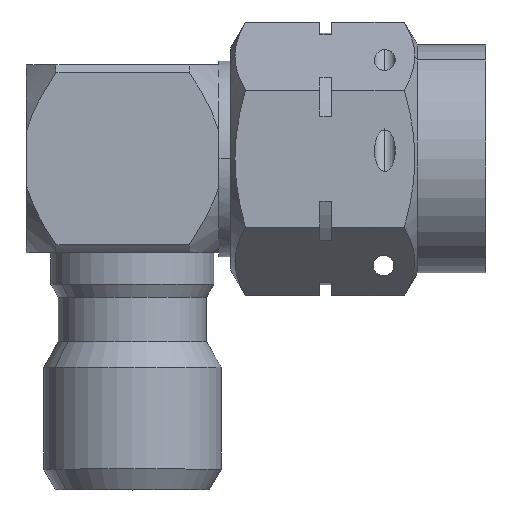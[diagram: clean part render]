
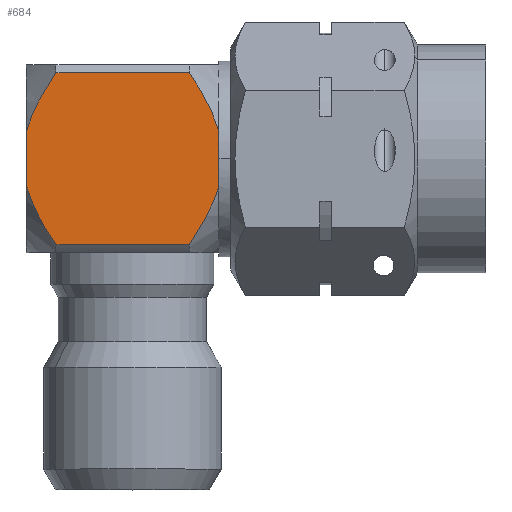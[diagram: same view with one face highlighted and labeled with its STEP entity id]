
A CAD part, top view. The second image highlights one B-rep face of the part: STEP entity #684.
In plain terms, the highlighted face is planar.
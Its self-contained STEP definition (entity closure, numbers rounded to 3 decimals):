
#93 = CARTESIAN_POINT ( 'NONE',  ( 3.17, 0.917, 0. ) ) ;
#291 = CARTESIAN_POINT ( 'NONE',  ( 3.17, 2.28, -0.594 ) ) ;
#304 = VERTEX_POINT ( 'NONE', #1031 ) ;
#329 = DIRECTION ( 'NONE',  ( 0., 0., 1. ) ) ;
#402 = CARTESIAN_POINT ( 'NONE',  ( 3.17, 3.17, -6.5 ) ) ;
#403 = EDGE_CURVE ( 'NONE', #304, #3777, #5002, .T. ) ;
#589 = CARTESIAN_POINT ( 'NONE',  ( 3.17, 2.905, -5.5 ) ) ;
#672 = CARTESIAN_POINT ( 'NONE',  ( 3.17, -1.097, -0.05 ) ) ;
#684 = ADVANCED_FACE ( 'NONE', ( #2540 ), #1691, .T. ) ;
#685 = CARTESIAN_POINT ( 'NONE',  ( 3.17, -2.598, -0.792 ) ) ;
#700 = ORIENTED_EDGE ( 'NONE', *, *, #5494, .T. ) ;
#834 = VECTOR ( 'NONE', #2304, 1000. ) ;
#838 = LINE ( 'NONE', #4101, #1849 ) ;
#840 = CARTESIAN_POINT ( 'NONE',  ( 3.17, -2.28, -5.906 ) ) ;
#1008 = CARTESIAN_POINT ( 'NONE',  ( 3.17, 1.622, -6.243 ) ) ;
#1031 = CARTESIAN_POINT ( 'NONE',  ( 3.17, -0.917, -6.5 ) ) ;
#1084 = VERTEX_POINT ( 'NONE', #2987 ) ;
#1110 = CARTESIAN_POINT ( 'NONE',  ( 3.17, -2.905, -1. ) ) ;
#1128 = AXIS2_PLACEMENT_3D ( 'NONE', #402, #3545, #2151 ) ;
#1160 = CARTESIAN_POINT ( 'NONE',  ( 3.17, 1.619, -0.248 ) ) ;
#1273 = ORIENTED_EDGE ( 'NONE', *, *, #2961, .T. ) ;
#1275 = EDGE_LOOP ( 'NONE', ( #5434, #1422, #4547, #1507, #700, #1273, #4053, #1309 ) ) ;
#1309 = ORIENTED_EDGE ( 'NONE', *, *, #3327, .T. ) ;
#1335 = B_SPLINE_CURVE_WITH_KNOTS ( 'NONE', 3,
 ( #3889, #3874, #840, #2208, #5192, #2613 ),
 .UNSPECIFIED., .F., .F.,
 ( 4, 2, 4 ),
 ( 0.005, 0.006, 0.008 ),
 .UNSPECIFIED. ) ;
#1422 = ORIENTED_EDGE ( 'NONE', *, *, #4678, .T. ) ;
#1481 = B_SPLINE_CURVE_WITH_KNOTS ( 'NONE', 3,
 ( #1528, #2490, #291, #1160, #1576, #2432 ),
 .UNSPECIFIED., .F., .F.,
 ( 4, 2, 4 ),
 ( 0.005, 0.006, 0.008 ),
 .UNSPECIFIED. ) ;
#1500 = VECTOR ( 'NONE', #4956, 1000. ) ;
#1507 = ORIENTED_EDGE ( 'NONE', *, *, #403, .T. ) ;
#1528 = CARTESIAN_POINT ( 'NONE',  ( 3.17, 2.905, -1. ) ) ;
#1544 = B_SPLINE_CURVE_WITH_KNOTS ( 'NONE', 3,
 ( #4896, #3163, #3949, #1008, #2724, #2705, #1877, #589 ),
 .UNSPECIFIED., .F., .F.,
 ( 4, 2, 2, 4 ),
 ( 0.009, 0.01, 0.011, 0.012 ),
 .UNSPECIFIED. ) ;
#1576 = CARTESIAN_POINT ( 'NONE',  ( 3.17, 1.278, -0.1 ) ) ;
#1580 = EDGE_CURVE ( 'NONE', #3454, #2714, #3102, .T. ) ;
#1691 = PLANE ( 'NONE',  #1128 ) ;
#1766 = CARTESIAN_POINT ( 'NONE',  ( 3.17, 3.3, 0. ) ) ;
#1849 = VECTOR ( 'NONE', #329, 1000. ) ;
#1877 = CARTESIAN_POINT ( 'NONE',  ( 3.17, 2.598, -5.708 ) ) ;
#1978 = CARTESIAN_POINT ( 'NONE',  ( 3.17, -2.283, -0.597 ) ) ;
#1995 = CARTESIAN_POINT ( 'NONE',  ( 3.17, -2.905, -3.58 ) ) ;
#2012 = EDGE_CURVE ( 'NONE', #1084, #304, #1335, .T. ) ;
#2151 = DIRECTION ( 'NONE',  ( 0., 0., -1. ) ) ;
#2154 = VERTEX_POINT ( 'NONE', #3221 ) ;
#2208 = CARTESIAN_POINT ( 'NONE',  ( 3.17, -1.619, -6.252 ) ) ;
#2304 = DIRECTION ( 'NONE',  ( 0., -1., 0. ) ) ;
#2432 = CARTESIAN_POINT ( 'NONE',  ( 3.17, 0.917, 0. ) ) ;
#2490 = CARTESIAN_POINT ( 'NONE',  ( 3.17, 2.597, -0.792 ) ) ;
#2540 = FACE_OUTER_BOUND ( 'NONE', #1275, .T. ) ;
#2613 = CARTESIAN_POINT ( 'NONE',  ( 3.17, -0.917, -6.5 ) ) ;
#2705 = CARTESIAN_POINT ( 'NONE',  ( 3.17, 2.283, -5.903 ) ) ;
#2714 = VERTEX_POINT ( 'NONE', #3527 ) ;
#2724 = CARTESIAN_POINT ( 'NONE',  ( 3.17, 1.79, -6.162 ) ) ;
#2733 = VERTEX_POINT ( 'NONE', #93 ) ;
#2742 = LINE ( 'NONE', #1766, #834 ) ;
#2961 = EDGE_CURVE ( 'NONE', #2154, #4631, #838, .T. ) ;
#2987 = CARTESIAN_POINT ( 'NONE',  ( 3.17, -2.905, -5.5 ) ) ;
#3102 = B_SPLINE_CURVE_WITH_KNOTS ( 'NONE', 3,
 ( #5364, #672, #4976, #3689, #3275, #1978, #685, #1110 ),
 .UNSPECIFIED., .F., .F.,
 ( 4, 2, 2, 4 ),
 ( 0.009, 0.01, 0.011, 0.012 ),
 .UNSPECIFIED. ) ;
#3163 = CARTESIAN_POINT ( 'NONE',  ( 3.17, 1.097, -6.45 ) ) ;
#3221 = CARTESIAN_POINT ( 'NONE',  ( 3.17, 2.905, -5.5 ) ) ;
#3224 = CARTESIAN_POINT ( 'NONE',  ( 3.17, -0.917, 0. ) ) ;
#3275 = CARTESIAN_POINT ( 'NONE',  ( 3.17, -1.79, -0.338 ) ) ;
#3327 = EDGE_CURVE ( 'NONE', #2733, #3454, #2742, .T. ) ;
#3454 = VERTEX_POINT ( 'NONE', #3224 ) ;
#3459 = LINE ( 'NONE', #1995, #1500 ) ;
#3527 = CARTESIAN_POINT ( 'NONE',  ( 3.17, -2.905, -1. ) ) ;
#3545 = DIRECTION ( 'NONE',  ( 1., 0., 0. ) ) ;
#3689 = CARTESIAN_POINT ( 'NONE',  ( 3.17, -1.622, -0.257 ) ) ;
#3777 = VERTEX_POINT ( 'NONE', #4239 ) ;
#3874 = CARTESIAN_POINT ( 'NONE',  ( 3.17, -2.597, -5.708 ) ) ;
#3889 = CARTESIAN_POINT ( 'NONE',  ( 3.17, -2.905, -5.5 ) ) ;
#3949 = CARTESIAN_POINT ( 'NONE',  ( 3.17, 1.275, -6.387 ) ) ;
#4053 = ORIENTED_EDGE ( 'NONE', *, *, #5212, .T. ) ;
#4099 = CARTESIAN_POINT ( 'NONE',  ( 3.17, 3.17, -6.5 ) ) ;
#4101 = CARTESIAN_POINT ( 'NONE',  ( 3.17, 2.905, -3.58 ) ) ;
#4239 = CARTESIAN_POINT ( 'NONE',  ( 3.17, 0.917, -6.5 ) ) ;
#4547 = ORIENTED_EDGE ( 'NONE', *, *, #2012, .T. ) ;
#4631 = VERTEX_POINT ( 'NONE', #5004 ) ;
#4678 = EDGE_CURVE ( 'NONE', #2714, #1084, #3459, .T. ) ;
#4896 = CARTESIAN_POINT ( 'NONE',  ( 3.17, 0.917, -6.5 ) ) ;
#4956 = DIRECTION ( 'NONE',  ( 0., 0., -1. ) ) ;
#4976 = CARTESIAN_POINT ( 'NONE',  ( 3.17, -1.275, -0.113 ) ) ;
#5002 = LINE ( 'NONE', #4099, #5203 ) ;
#5004 = CARTESIAN_POINT ( 'NONE',  ( 3.17, 2.905, -1. ) ) ;
#5192 = CARTESIAN_POINT ( 'NONE',  ( 3.17, -1.278, -6.4 ) ) ;
#5203 = VECTOR ( 'NONE', #5372, 1000. ) ;
#5212 = EDGE_CURVE ( 'NONE', #4631, #2733, #1481, .T. ) ;
#5364 = CARTESIAN_POINT ( 'NONE',  ( 3.17, -0.917, 0. ) ) ;
#5372 = DIRECTION ( 'NONE',  ( 0., 1., 0. ) ) ;
#5434 = ORIENTED_EDGE ( 'NONE', *, *, #1580, .T. ) ;
#5494 = EDGE_CURVE ( 'NONE', #3777, #2154, #1544, .T. ) ;
